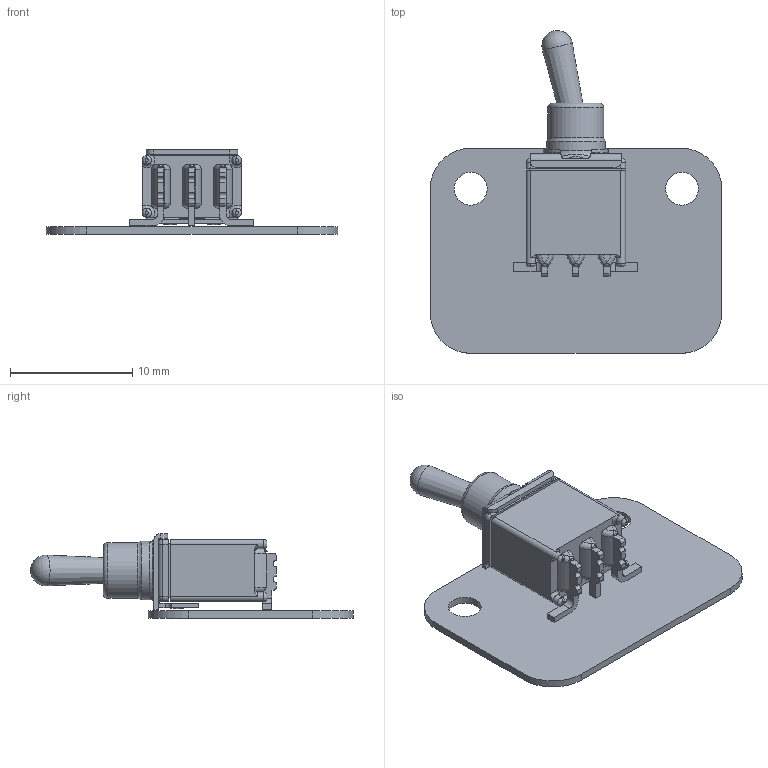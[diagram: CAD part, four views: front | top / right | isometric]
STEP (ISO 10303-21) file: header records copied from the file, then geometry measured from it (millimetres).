
FILE_DESCRIPTION(('KiCad electronic assembly'),'2;1');
FILE_NAME('power_switch.step','2024-09-10T15:28:21',('Pcbnew'),('Kicad') ,'Open CASCADE STEP processor 7.8','KiCad to STEP converter','Unknown' );
FILE_SCHEMA(('AUTOMOTIVE_DESIGN { 1 0 10303 214 1 1 1 1 }'));
Length unit declared in the file: millimetre
Products named in the file (4): power_switch 1; ET01MD1SAPE; power_switch_PCB
Assembly tree (3 placements, depth 3):
  power_switch 1
    ET01MD1SAPE
      ET01MD1SAPE
    power_switch_PCB
Bounding box: 23.83 x 26.37 x 6.9 mm (x, y, z)
Volume: 556.7 mm3; surface area: 1789.2 mm2
Topology: 2 solids, 2 shells, 491 faces, 1380 edges, 881 vertices
Faces by surface type: plane 246, cylinder 151, bspline 42, torus 27, sphere 21, cone 4
Full cylindrical faces by diameter (mm): 0.762 x4, 1.295 x1, 2.7 x2, 3.226 x1, 4.572 x1, 4.801 x1
Entity records: 17695 total; most frequent: CARTESIAN_POINT 5122, ORIENTED_EDGE 2752, DIRECTION 2506, EDGE_CURVE 1376, VERTEX_POINT 881, AXIS2_PLACEMENT_3D 864, LINE 778, VECTOR 778
